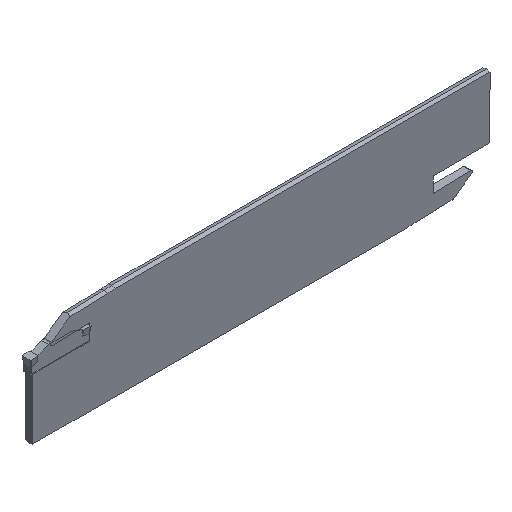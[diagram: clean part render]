
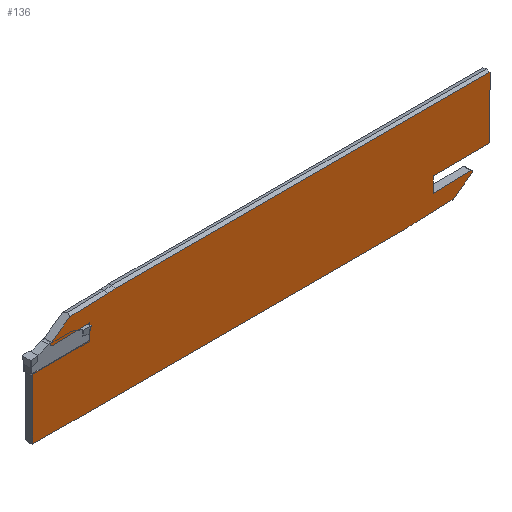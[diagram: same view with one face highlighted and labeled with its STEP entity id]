
A CAD part, isometric view. The second image highlights one B-rep face of the part: STEP entity #136.
In plain terms, the highlighted planar face has unit normal (0, -1, 0).
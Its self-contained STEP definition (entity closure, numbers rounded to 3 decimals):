
#98=CIRCLE('',#1101,25.321);
#99=CIRCLE('',#1102,0.6);
#100=CIRCLE('',#1103,25.321);
#101=CIRCLE('',#1104,0.6);
#136=ADVANCED_FACE('',(#230),#182,.T.);
#182=PLANE('',#1105);
#230=FACE_OUTER_BOUND('',#284,.T.);
#284=EDGE_LOOP('',(#485,#486,#487,#488,#489,#490,#491,#492,#493,#494,#495,
#496,#497,#498,#499,#500,#501,#502));
#485=ORIENTED_EDGE('',*,*,#784,.T.);
#486=ORIENTED_EDGE('',*,*,#785,.T.);
#487=ORIENTED_EDGE('',*,*,#786,.T.);
#488=ORIENTED_EDGE('',*,*,#787,.F.);
#489=ORIENTED_EDGE('',*,*,#780,.T.);
#490=ORIENTED_EDGE('',*,*,#788,.T.);
#491=ORIENTED_EDGE('',*,*,#789,.T.);
#492=ORIENTED_EDGE('',*,*,#790,.T.);
#493=ORIENTED_EDGE('',*,*,#791,.T.);
#494=ORIENTED_EDGE('',*,*,#792,.T.);
#495=ORIENTED_EDGE('',*,*,#774,.F.);
#496=ORIENTED_EDGE('',*,*,#793,.F.);
#497=ORIENTED_EDGE('',*,*,#794,.F.);
#498=ORIENTED_EDGE('',*,*,#795,.T.);
#499=ORIENTED_EDGE('',*,*,#796,.T.);
#500=ORIENTED_EDGE('',*,*,#797,.T.);
#501=ORIENTED_EDGE('',*,*,#798,.T.);
#502=ORIENTED_EDGE('',*,*,#799,.T.);
#656=VERTEX_POINT('',#1644);
#657=VERTEX_POINT('',#1645);
#661=VERTEX_POINT('',#1655);
#662=VERTEX_POINT('',#1657);
#663=VERTEX_POINT('',#1664);
#664=VERTEX_POINT('',#1665);
#665=VERTEX_POINT('',#1667);
#666=VERTEX_POINT('',#1669);
#667=VERTEX_POINT('',#1672);
#668=VERTEX_POINT('',#1674);
#669=VERTEX_POINT('',#1676);
#670=VERTEX_POINT('',#1678);
#671=VERTEX_POINT('',#1681);
#672=VERTEX_POINT('',#1683);
#673=VERTEX_POINT('',#1685);
#674=VERTEX_POINT('',#1687);
#675=VERTEX_POINT('',#1689);
#676=VERTEX_POINT('',#1691);
#774=EDGE_CURVE('',#656,#657,#892,.T.);
#780=EDGE_CURVE('',#662,#661,#898,.T.);
#784=EDGE_CURVE('',#663,#664,#902,.T.);
#785=EDGE_CURVE('',#664,#665,#903,.T.);
#786=EDGE_CURVE('',#665,#666,#904,.T.);
#787=EDGE_CURVE('',#662,#666,#98,.T.);
#788=EDGE_CURVE('',#661,#667,#905,.T.);
#789=EDGE_CURVE('',#667,#668,#99,.T.);
#790=EDGE_CURVE('',#668,#669,#906,.T.);
#791=EDGE_CURVE('',#669,#670,#907,.T.);
#792=EDGE_CURVE('',#670,#657,#908,.T.);
#793=EDGE_CURVE('',#671,#656,#909,.T.);
#794=EDGE_CURVE('',#672,#671,#100,.T.);
#795=EDGE_CURVE('',#672,#673,#910,.T.);
#796=EDGE_CURVE('',#673,#674,#911,.T.);
#797=EDGE_CURVE('',#674,#675,#101,.T.);
#798=EDGE_CURVE('',#675,#676,#912,.T.);
#799=EDGE_CURVE('',#676,#663,#913,.T.);
#892=LINE('',#1643,#1004);
#898=LINE('',#1656,#1010);
#902=LINE('',#1663,#1014);
#903=LINE('',#1666,#1015);
#904=LINE('',#1668,#1016);
#905=LINE('',#1671,#1017);
#906=LINE('',#1675,#1018);
#907=LINE('',#1677,#1019);
#908=LINE('',#1679,#1020);
#909=LINE('',#1680,#1021);
#910=LINE('',#1684,#1022);
#911=LINE('',#1686,#1023);
#912=LINE('',#1690,#1024);
#913=LINE('',#1692,#1025);
#1004=VECTOR('',#1293,1.);
#1010=VECTOR('',#1301,1.);
#1014=VECTOR('',#1309,1.);
#1015=VECTOR('',#1310,1.);
#1016=VECTOR('',#1311,1.);
#1017=VECTOR('',#1314,1.);
#1018=VECTOR('',#1317,1.);
#1019=VECTOR('',#1318,1.);
#1020=VECTOR('',#1319,1.);
#1021=VECTOR('',#1320,1.);
#1022=VECTOR('',#1323,1.);
#1023=VECTOR('',#1324,1.);
#1024=VECTOR('',#1327,1.);
#1025=VECTOR('',#1328,1.);
#1101=AXIS2_PLACEMENT_3D('',#1670,#1312,#1313);
#1102=AXIS2_PLACEMENT_3D('',#1673,#1315,#1316);
#1103=AXIS2_PLACEMENT_3D('',#1682,#1321,#1322);
#1104=AXIS2_PLACEMENT_3D('',#1688,#1325,#1326);
#1105=AXIS2_PLACEMENT_3D('',#1693,#1329,#1330);
#1293=DIRECTION('',(0.,0.,1.));
#1301=DIRECTION('',(-1.,0.,-0.031));
#1309=DIRECTION('',(1.,0.,0.));
#1310=DIRECTION('',(0.,0.,1.));
#1311=DIRECTION('',(-1.,0.,0.));
#1312=DIRECTION('',(0.,-1.,0.));
#1313=DIRECTION('',(0.,0.,-1.));
#1314=DIRECTION('',(-0.819,0.,-0.574));
#1315=DIRECTION('',(0.,-1.,0.));
#1316=DIRECTION('',(0.,0.,-1.));
#1317=DIRECTION('',(1.,0.,0.026));
#1318=DIRECTION('',(0.,0.,-1.));
#1319=DIRECTION('',(-1.,0.,0.));
#1320=DIRECTION('',(-1.,0.,0.));
#1321=DIRECTION('',(0.,-1.,0.));
#1322=DIRECTION('',(0.,0.,1.));
#1323=DIRECTION('',(1.,0.,0.031));
#1324=DIRECTION('',(0.819,0.,0.574));
#1325=DIRECTION('',(0.,-1.,0.));
#1326=DIRECTION('',(0.,0.,1.));
#1327=DIRECTION('',(-1.,0.,-0.026));
#1328=DIRECTION('',(0.,0.,1.));
#1329=DIRECTION('',(0.,-1.,0.));
#1330=DIRECTION('',(0.,0.,-1.));
#1643=CARTESIAN_POINT('',(0.,0.,-24.357));
#1644=CARTESIAN_POINT('',(0.,0.,-24.357));
#1645=CARTESIAN_POINT('',(0.,0.,-4.22));
#1655=CARTESIAN_POINT('',(12.13,0.,5.767));
#1656=CARTESIAN_POINT('',(24.534,0.,6.157));
#1657=CARTESIAN_POINT('',(24.534,0.,6.157));
#1663=CARTESIAN_POINT('',(135.925,0.,-13.78));
#1664=CARTESIAN_POINT('',(131.3,0.,-13.78));
#1665=CARTESIAN_POINT('',(150.,0.,-13.78));
#1666=CARTESIAN_POINT('',(150.,0.,-24.357));
#1667=CARTESIAN_POINT('',(150.,0.,6.357));
#1668=CARTESIAN_POINT('',(150.,0.,6.357));
#1669=CARTESIAN_POINT('',(27.02,0.,6.357));
#1670=CARTESIAN_POINT('',(23.749,0.,31.466));
#1671=CARTESIAN_POINT('',(13.431,0.,6.678));
#1672=CARTESIAN_POINT('',(6.041,0.,1.504));
#1673=CARTESIAN_POINT('',(6.386,0.,1.013));
#1674=CARTESIAN_POINT('',(6.401,0.,0.413));
#1675=CARTESIAN_POINT('',(6.401,0.,0.413));
#1676=CARTESIAN_POINT('',(18.7,0.,0.735));
#1677=CARTESIAN_POINT('',(18.7,0.,-2.566));
#1678=CARTESIAN_POINT('',(18.7,0.,-4.22));
#1679=CARTESIAN_POINT('',(14.075,0.,-4.22));
#1680=CARTESIAN_POINT('',(150.,0.,-24.357));
#1681=CARTESIAN_POINT('',(122.98,0.,-24.357));
#1682=CARTESIAN_POINT('',(126.251,0.,-49.466));
#1683=CARTESIAN_POINT('',(125.466,0.,-24.157));
#1684=CARTESIAN_POINT('',(125.466,0.,-24.157));
#1685=CARTESIAN_POINT('',(137.87,0.,-23.767));
#1686=CARTESIAN_POINT('',(136.569,0.,-24.678));
#1687=CARTESIAN_POINT('',(143.959,0.,-19.504));
#1688=CARTESIAN_POINT('',(143.614,0.,-19.013));
#1689=CARTESIAN_POINT('',(143.599,0.,-18.413));
#1690=CARTESIAN_POINT('',(143.599,0.,-18.413));
#1691=CARTESIAN_POINT('',(131.3,0.,-18.735));
#1692=CARTESIAN_POINT('',(131.3,0.,-15.434));
#1693=CARTESIAN_POINT('',(150.,0.,-24.357));
